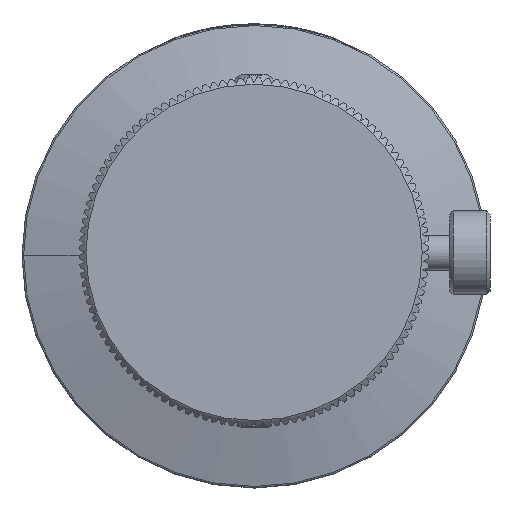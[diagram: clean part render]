
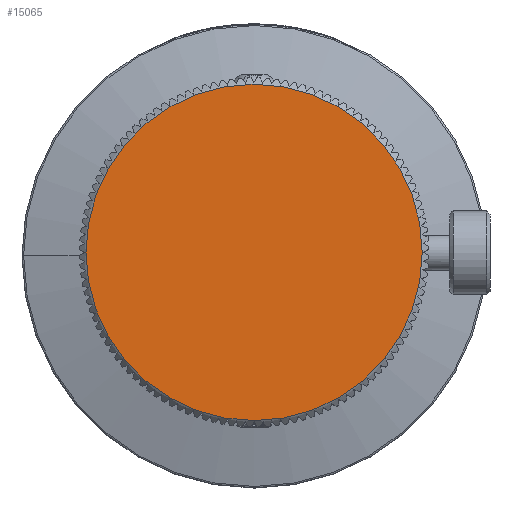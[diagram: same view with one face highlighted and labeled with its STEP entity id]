
A CAD part, top view. The second image highlights one B-rep face of the part: STEP entity #15065.
In plain terms, the highlighted face is planar.
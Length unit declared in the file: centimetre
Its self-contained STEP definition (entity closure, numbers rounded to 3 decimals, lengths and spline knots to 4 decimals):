
#4086=VERTEX_POINT('',#22737);
#4887=CIRCLE('',#47300,1.9876);
#6396=EDGE_CURVE('',#4086,#4086,#4887,.T.);
#10398=ORIENTED_EDGE('',*,*,#6396,.F.);
#13041=EDGE_LOOP('',(#10398));
#14061=FACE_BOUND('',#13041,.T.);
#15065=ADVANCED_FACE('',(#14061),#15785,.F.);
#15785=PLANE('',#47309);
#17064=DIRECTION('',(0.,0.,1.));
#17065=DIRECTION('',(-1.988,0.,0.));
#17080=DIRECTION('',(0.,0.,1.));
#22736=CARTESIAN_POINT('',(0.,0.,-0.635));
#22737=CARTESIAN_POINT('',(1.9876,0.,-0.635));
#22748=CARTESIAN_POINT('',(0.,0.,-0.635));
#47300=AXIS2_PLACEMENT_3D('',#22736,#17064,#17065);
#47309=AXIS2_PLACEMENT_3D('',#22748,#17080,$);
